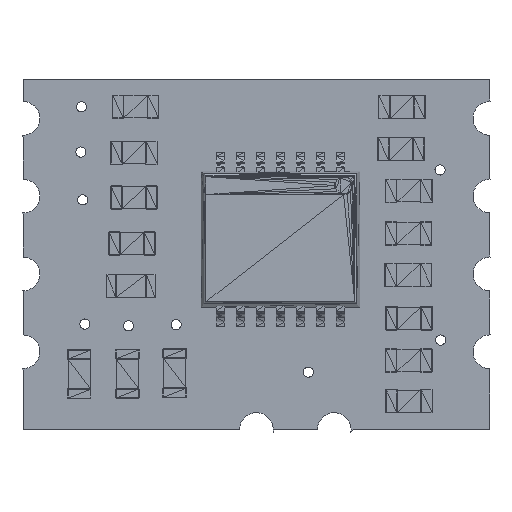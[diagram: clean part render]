
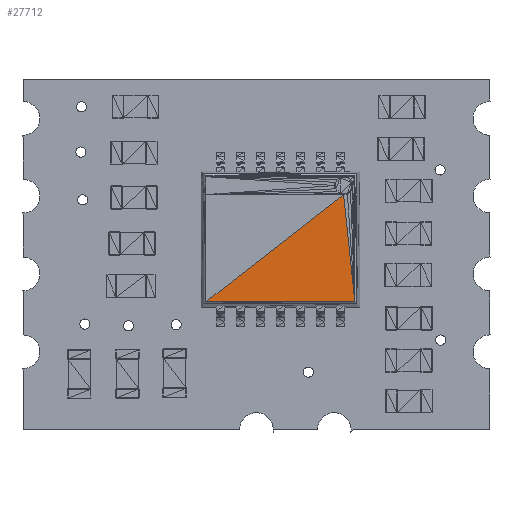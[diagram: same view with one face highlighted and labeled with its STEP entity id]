
A CAD part, top view. The second image highlights one B-rep face of the part: STEP entity #27712.
In plain terms, the highlighted planar face has unit normal (0, 0, 1).
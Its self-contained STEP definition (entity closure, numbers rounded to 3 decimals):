
#27627 = VERTEX_POINT('',#27628);
#27628 = CARTESIAN_POINT('',(2.058,1.452,
    1.113));
#27695 = VERTEX_POINT('',#27696);
#27696 = CARTESIAN_POINT('',(-2.433,-2.045,
    1.113));
#27702 = EDGE_CURVE('',#27695,#27627,#27703,.T.);
#27703 = LINE('',#27704,#27705);
#27704 = CARTESIAN_POINT('',(-2.433,-2.045,
    1.113));
#27705 = VECTOR('',#27706,1.);
#27706 = DIRECTION('',(0.789,0.614,0.)
  );
#27712 = ADVANCED_FACE('',(#27713),#27730,.F.);
#27713 = FACE_BOUND('',#27714,.T.);
#27714 = EDGE_LOOP('',(#27715,#27716,#27724));
#27715 = ORIENTED_EDGE('',*,*,#27702,.F.);
#27716 = ORIENTED_EDGE('',*,*,#27717,.T.);
#27717 = EDGE_CURVE('',#27695,#27718,#27720,.T.);
#27718 = VERTEX_POINT('',#27719);
#27719 = CARTESIAN_POINT('',(2.427,-2.045,
    1.113));
#27720 = LINE('',#27721,#27722);
#27721 = CARTESIAN_POINT('',(-2.433,-2.045,
    1.113));
#27722 = VECTOR('',#27723,1.);
#27723 = DIRECTION('',(1.,0.,0.));
#27724 = ORIENTED_EDGE('',*,*,#27725,.T.);
#27725 = EDGE_CURVE('',#27718,#27627,#27726,.T.);
#27726 = LINE('',#27727,#27728);
#27727 = CARTESIAN_POINT('',(2.427,-2.045,
    1.113));
#27728 = VECTOR('',#27729,1.);
#27729 = DIRECTION('',(-0.105,0.994,
    0.));
#27730 = PLANE('',#27731);
#27731 = AXIS2_PLACEMENT_3D('',#27732,#27733,#27734);
#27732 = CARTESIAN_POINT('',(2.058,1.452,
    1.113));
#27733 = DIRECTION('',(0.,0.,-1.));
#27734 = DIRECTION('',(0.,-1.,0.));
